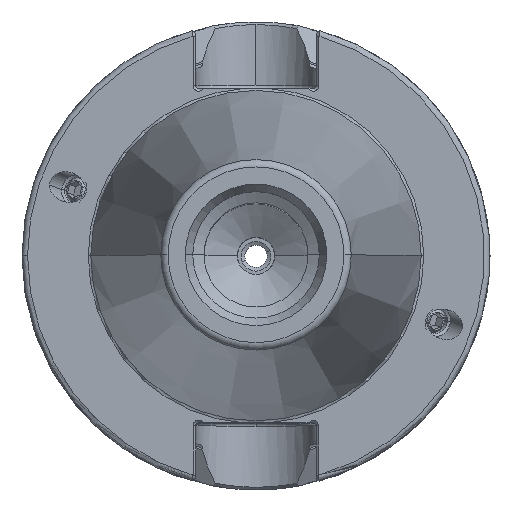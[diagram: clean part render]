
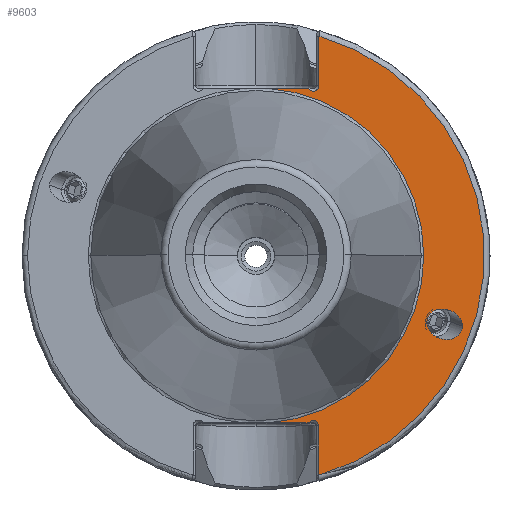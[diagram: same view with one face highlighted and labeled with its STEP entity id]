
A CAD part, top view. The second image highlights one B-rep face of the part: STEP entity #9603.
In plain terms, the highlighted planar face has unit normal (0, 0, 1).
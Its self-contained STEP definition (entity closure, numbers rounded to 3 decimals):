
#306 = FACE_BOUND ( 'NONE', #12741, .T. ) ;
#571 = VERTEX_POINT ( 'NONE', #21395 ) ;
#615 = CARTESIAN_POINT ( 'NONE',  ( 22.978, -8.971, -2. ) ) ;
#822 = DIRECTION ( 'NONE',  ( -1., 0., 0. ) ) ;
#925 = CARTESIAN_POINT ( 'NONE',  ( 22.978, -4.892, -2. ) ) ;
#1012 = CARTESIAN_POINT ( 'NONE',  ( 22.978, -8.971, -2. ) ) ;
#1355 = PLANE ( 'NONE',  #14370 ) ;
#1363 = DIRECTION ( 'NONE',  ( 0., 0., -1. ) ) ;
#1505 = DIRECTION ( 'NONE',  ( 0., 0., -1. ) ) ;
#1784 = CIRCLE ( 'NONE', #23782, 22.563 ) ;
#1833 = LINE ( 'NONE', #6789, #16077 ) ;
#2041 = VERTEX_POINT ( 'NONE', #3520 ) ;
#2200 = DIRECTION ( 'NONE',  ( 0., -1., 0. ) ) ;
#2876 = CARTESIAN_POINT ( 'NONE',  ( 8.47, 29.534, -2. ) ) ;
#3520 = CARTESIAN_POINT ( 'NONE',  ( 7.133, -22.5, -2. ) ) ;
#4634 = EDGE_LOOP ( 'NONE', ( #16298, #19886, #17193, #17803, #19590, #11989, #9327, #20219, #8775 ) ) ;
#4752 = CARTESIAN_POINT ( 'NONE',  ( 27.766, -9.498, -2. ) ) ;
#4852 = DIRECTION ( 'NONE',  ( 0., 0., -1. ) ) ;
#5809 = CARTESIAN_POINT ( 'NONE',  ( 22.978, -8.971, -2. ) ) ;
#5823 = EDGE_CURVE ( 'NONE', #19543, #10153, #1784, .T. ) ;
#5857 = EDGE_CURVE ( 'NONE', #2041, #11371, #12521, .T. ) ;
#6375 = CARTESIAN_POINT ( 'NONE',  ( 8.47, 22.875, -2. ) ) ;
#6717 = CARTESIAN_POINT ( 'NONE',  ( 0., 0., -2. ) ) ;
#6718 = DIRECTION ( 'NONE',  ( 1., 0., 0. ) ) ;
#6789 = CARTESIAN_POINT ( 'NONE',  ( 0., 22.5, -2. ) ) ;
#7597 = CARTESIAN_POINT ( 'NONE',  ( 8.417, 31.475, -2. ) ) ;
#8340 = EDGE_CURVE ( 'NONE', #9022, #10183, #14046, .T. ) ;
#8541 = DIRECTION ( 'NONE',  ( -1., 0., 0. ) ) ;
#8775 = ORIENTED_EDGE ( 'NONE', *, *, #14119, .T. ) ;
#8778 = EDGE_CURVE ( 'NONE', #571, #20241, #22872, .T. ) ;
#9004 = EDGE_CURVE ( 'NONE', #20241, #571, #14079, .T. ) ;
#9022 = VERTEX_POINT ( 'NONE', #2876 ) ;
#9124 = CIRCLE ( 'NONE', #14634, 30.725 ) ;
#9327 = ORIENTED_EDGE ( 'NONE', *, *, #16323, .F. ) ;
#9603 = ADVANCED_FACE ( 'NONE', ( #306, #14507 ), #1355, .F. ) ;
#9989 = DIRECTION ( 'NONE',  ( 0., 0., -1. ) ) ;
#10153 = VERTEX_POINT ( 'NONE', #24165 ) ;
#10183 = VERTEX_POINT ( 'NONE', #18576 ) ;
#10223 = DIRECTION ( 'NONE',  ( -1., 0., 0. ) ) ;
#11371 = VERTEX_POINT ( 'NONE', #12848 ) ;
#11743 = CARTESIAN_POINT ( 'NONE',  ( 22.978, -13.051, -2. ) ) ;
#11913 = CIRCLE ( 'NONE', #22624, 22.563 ) ;
#11943 = DIRECTION ( 'NONE',  ( 0., 0., 1. ) ) ;
#11989 = ORIENTED_EDGE ( 'NONE', *, *, #15211, .T. ) ;
#12285 = EDGE_CURVE ( 'NONE', #22596, #9022, #9124, .T. ) ;
#12484 = CARTESIAN_POINT ( 'NONE',  ( 7.72, -22.875, -2. ) ) ;
#12521 = CIRCLE ( 'NONE', #14414, 0.697 ) ;
#12624 = CARTESIAN_POINT ( 'NONE',  ( 0., 31.475, -2. ) ) ;
#12741 = EDGE_LOOP ( 'NONE', ( #18918, #15668 ) ) ;
#12848 = CARTESIAN_POINT ( 'NONE',  ( 8.417, -22.875, -2. ) ) ;
#14046 = LINE ( 'NONE', #6375, #24119 ) ;
#14079 =( BOUNDED_CURVE ( )  B_SPLINE_CURVE ( 3, ( #1012, #925, #15852, #4752 ),
 .UNSPECIFIED., .F., .F. ) 
 B_SPLINE_CURVE_WITH_KNOTS ( ( 4, 4 ),
 ( 2.852, 5.993 ),
 .UNSPECIFIED. ) 
 CURVE ( )  GEOMETRIC_REPRESENTATION_ITEM ( )  RATIONAL_B_SPLINE_CURVE ( ( 1., 0.333, 0.333, 1. ) ) 
 REPRESENTATION_ITEM ( '' )  );
#14119 = EDGE_CURVE ( 'NONE', #10153, #23391, #11913, .T. ) ;
#14334 = DIRECTION ( 'NONE',  ( -1., 0., 0. ) ) ;
#14370 = AXIS2_PLACEMENT_3D ( 'NONE', #12624, #1505, #14485 ) ;
#14414 = AXIS2_PLACEMENT_3D ( 'NONE', #12484, #1363, #14334 ) ;
#14485 = DIRECTION ( 'NONE',  ( -1., 0., 0. ) ) ;
#14507 = FACE_OUTER_BOUND ( 'NONE', #4634, .T. ) ;
#14634 = AXIS2_PLACEMENT_3D ( 'NONE', #23221, #11943, #822 ) ;
#14993 = CARTESIAN_POINT ( 'NONE',  ( 8.417, -29.55, -2. ) ) ;
#15211 = EDGE_CURVE ( 'NONE', #10183, #24025, #17629, .T. ) ;
#15604 = CARTESIAN_POINT ( 'NONE',  ( 1.684, -22.5, -2. ) ) ;
#15668 = ORIENTED_EDGE ( 'NONE', *, *, #9004, .T. ) ;
#15826 = CARTESIAN_POINT ( 'NONE',  ( 0., -22.5, -2. ) ) ;
#15852 = CARTESIAN_POINT ( 'NONE',  ( 27.766, -5.419, -2. ) ) ;
#15946 = CARTESIAN_POINT ( 'NONE',  ( 7.72, 22.875, -2. ) ) ;
#16077 = VECTOR ( 'NONE', #6718, 1000. ) ;
#16298 = ORIENTED_EDGE ( 'NONE', *, *, #24083, .F. ) ;
#16323 = EDGE_CURVE ( 'NONE', #19543, #24025, #1833, .T. ) ;
#16978 = CARTESIAN_POINT ( 'NONE',  ( 1.684, 22.5, -2. ) ) ;
#17081 = VECTOR ( 'NONE', #2200, 1000. ) ;
#17193 = ORIENTED_EDGE ( 'NONE', *, *, #23791, .T. ) ;
#17629 = CIRCLE ( 'NONE', #22209, 0.75 ) ;
#17803 = ORIENTED_EDGE ( 'NONE', *, *, #12285, .T. ) ;
#17835 = DIRECTION ( 'NONE',  ( -1., 0., 0. ) ) ;
#18576 = CARTESIAN_POINT ( 'NONE',  ( 8.47, 22.875, -2. ) ) ;
#18918 = ORIENTED_EDGE ( 'NONE', *, *, #8778, .T. ) ;
#19445 = LINE ( 'NONE', #15826, #23919 ) ;
#19543 = VERTEX_POINT ( 'NONE', #16978 ) ;
#19551 = CARTESIAN_POINT ( 'NONE',  ( 7.07, 22.5, -2. ) ) ;
#19590 = ORIENTED_EDGE ( 'NONE', *, *, #8340, .T. ) ;
#19787 = DIRECTION ( 'NONE',  ( 0., 0., -1. ) ) ;
#19886 = ORIENTED_EDGE ( 'NONE', *, *, #5857, .T. ) ;
#20219 = ORIENTED_EDGE ( 'NONE', *, *, #5823, .T. ) ;
#20241 = VERTEX_POINT ( 'NONE', #5809 ) ;
#21070 = CARTESIAN_POINT ( 'NONE',  ( 27.766, -9.498, -2. ) ) ;
#21225 = CARTESIAN_POINT ( 'NONE',  ( 0., 0., -2. ) ) ;
#21278 = DIRECTION ( 'NONE',  ( 0., -1., 0. ) ) ;
#21395 = CARTESIAN_POINT ( 'NONE',  ( 27.766, -9.498, -2. ) ) ;
#22209 = AXIS2_PLACEMENT_3D ( 'NONE', #15946, #4852, #17835 ) ;
#22596 = VERTEX_POINT ( 'NONE', #14993 ) ;
#22624 = AXIS2_PLACEMENT_3D ( 'NONE', #21225, #9989, #23144 ) ;
#22748 = LINE ( 'NONE', #7597, #17081 ) ;
#22872 =( BOUNDED_CURVE ( )  B_SPLINE_CURVE ( 3, ( #21070, #22922, #11743, #615 ),
 .UNSPECIFIED., .F., .F. ) 
 B_SPLINE_CURVE_WITH_KNOTS ( ( 4, 4 ),
 ( 5.993, 9.135 ),
 .UNSPECIFIED. ) 
 CURVE ( )  GEOMETRIC_REPRESENTATION_ITEM ( )  RATIONAL_B_SPLINE_CURVE ( ( 1., 0.333, 0.333, 1. ) ) 
 REPRESENTATION_ITEM ( '' )  );
#22922 = CARTESIAN_POINT ( 'NONE',  ( 27.766, -13.577, -2. ) ) ;
#23144 = DIRECTION ( 'NONE',  ( -1., 0., 0. ) ) ;
#23221 = CARTESIAN_POINT ( 'NONE',  ( 0., 0., -2. ) ) ;
#23391 = VERTEX_POINT ( 'NONE', #15604 ) ;
#23782 = AXIS2_PLACEMENT_3D ( 'NONE', #6717, #19787, #8541 ) ;
#23791 = EDGE_CURVE ( 'NONE', #11371, #22596, #22748, .T. ) ;
#23919 = VECTOR ( 'NONE', #10223, 1000. ) ;
#24025 = VERTEX_POINT ( 'NONE', #19551 ) ;
#24083 = EDGE_CURVE ( 'NONE', #2041, #23391, #19445, .T. ) ;
#24119 = VECTOR ( 'NONE', #21278, 1000. ) ;
#24165 = CARTESIAN_POINT ( 'NONE',  ( 22.563, 0., -2. ) ) ;
